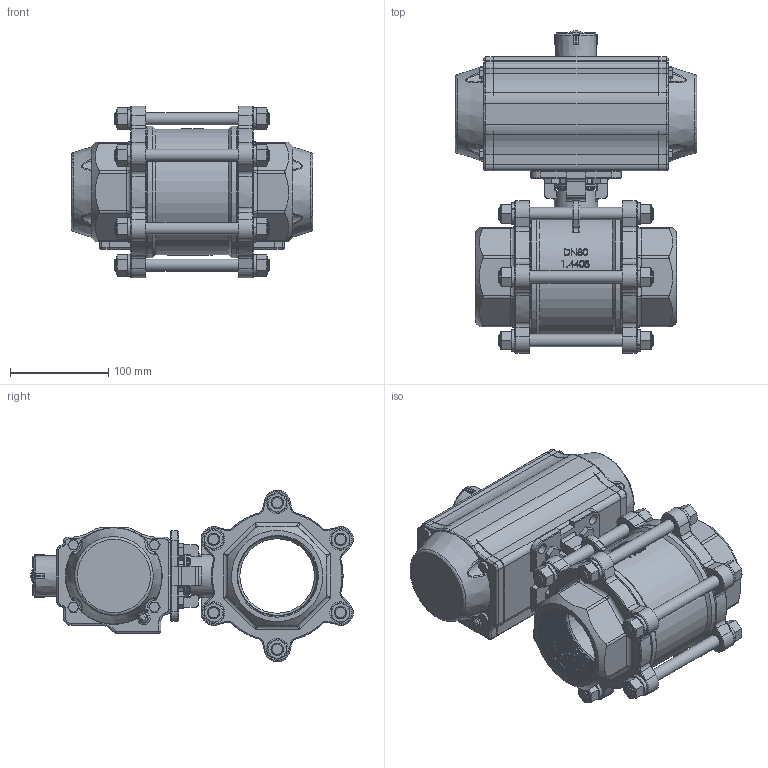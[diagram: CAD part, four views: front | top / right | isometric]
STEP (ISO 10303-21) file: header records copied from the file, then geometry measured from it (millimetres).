
FILE_DESCRIPTION(/* description */ ('Unknown'),/* implementation_level */ '2;1');
FILE_NAME(/* name */ 'DW05 9323-11',/* time_stamp */ '2022-10-24T13:36:54+02:00',/* author */ ('Unknown'),/* organization */ ('Unknown'),/* preprocessor_version */ 'ST-DEVELOPER v16.7',/* originating_system */ 'Solid Edge',/* authorisation */ 'Unknown');
FILE_SCHEMA (('AUTOMOTIVE_DESIGN {1 0 10303 214 3 1 1}'));
Products named in the file (13): DW70-8.112.080; 8.112.080; Gewindestange_ M12; Körper_ 8.112.080; M8x20; DW05_FR04_(DW110_FR81); ____; ________(___________; _____________; ______; hexagon head bolts--product grade c gb_GB_FASTENER_BOLT_HHBC M6X30-N; cup head nib bolts with large head gb_GB_FASTENER_BOLT_CHNBW M6X25-N; KP-88
Assembly tree (29 placements, depth 4):
  DW70-8.112.080
    8.112.080
      Gewindestange_ M12  x6
      Körper_ 8.112.080
    M8x20  x4
    DW05_FR04_(DW110_FR81)
      ____
        ________(___________  x2
        _____________  x2
        ______
      hexagon head bolts--product grade c gb_GB_FASTENER_BOLT_HHBC M6X30-N  x8
      cup head nib bolts with large head gb_GB_FASTENER_BOLT_CHNBW M6X25-N
      KP-88
Bounding box: 246 x 328.95 x 175.3 mm (x, y, z)
Volume: 4127177.9 mm3; surface area: 414450.5 mm2
Topology: 26 solids, 26 shells, 2073 faces, 5341 edges, 3357 vertices
Faces by surface type: plane 759, cylinder 583, bspline 361, torus 182, cone 177, sphere 11
Full cylindrical faces by diameter (mm): 3 x16, 3.3 x10, 4.2 x4, 4.66 x1, 5 x17, 6 x9, 6.2 x1, 6.8 x4, 8 x4, 8.5 x4, 8.8 x2, 11 x4, 12.7 x18, 14 x2, 15 x12, 24.6 x1, 24.8 x1, 30 x2, 35.2 x1, 38.5 x1, 44.46 x2, 48 x1, 76 x1, 128 x1, 134.3 x4
Entity records: 105318 total; most frequent: CARTESIAN_POINT 65510, ORIENTED_EDGE 8584, DIRECTION 7375, EDGE_CURVE 4292, VERTEX_POINT 2858, AXIS2_PLACEMENT_3D 2783, FACE_BOUND 2098, EDGE_LOOP 2075
